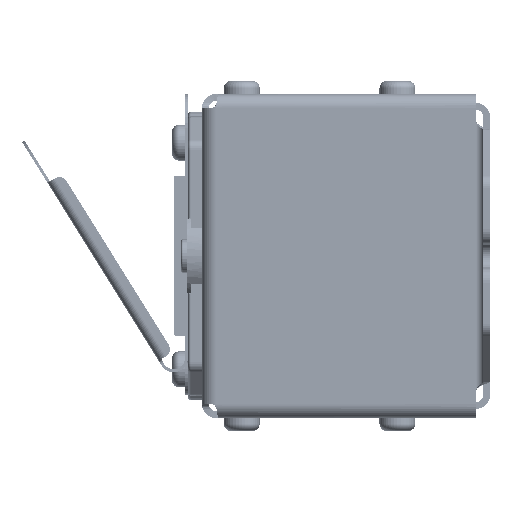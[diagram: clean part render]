
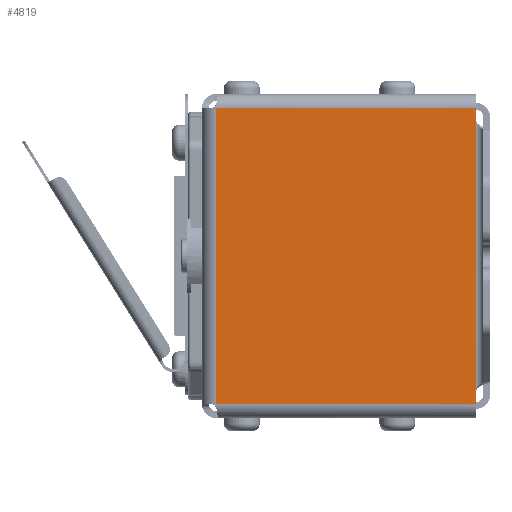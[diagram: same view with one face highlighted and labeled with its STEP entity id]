
A CAD part, left-side view. The second image highlights one B-rep face of the part: STEP entity #4819.
In plain terms, the highlighted planar face has unit normal (-1, 0, 0).
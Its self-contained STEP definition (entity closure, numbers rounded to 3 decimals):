
#76=DIRECTION('',(0.,-1.,0.));
#77=VECTOR('',#76,45.923);
#78=CARTESIAN_POINT('',(-101.549,-1.829,-26.137));
#79=LINE('',#78,#77);
#91=DIRECTION('',(0.,0.,-1.));
#92=VECTOR('',#91,2.309);
#93=CARTESIAN_POINT('',(-101.549,-47.752,26.137));
#94=LINE('',#93,#92);
#95=DIRECTION('',(0.,0.,-1.));
#96=VECTOR('',#95,2.309);
#97=CARTESIAN_POINT('',(-101.549,-47.752,-23.828));
#98=LINE('',#97,#96);
#103=DIRECTION('',(0.,1.,0.));
#104=VECTOR('',#103,45.923);
#105=CARTESIAN_POINT('',(-101.549,-47.752,26.137));
#106=LINE('',#105,#104);
#508=DIRECTION('',(0.,0.,1.));
#509=VECTOR('',#508,47.656);
#510=CARTESIAN_POINT('',(-101.549,-47.752,
-23.828));
#511=LINE('',#510,#509);
#2803=CARTESIAN_POINT('',(-101.549,-1.829,
26.137));
#2805=DIRECTION('',(0.,0.,-1.));
#2806=VECTOR('',#2805,52.273);
#2807=CARTESIAN_POINT('',(-101.549,-1.829,
26.137));
#2808=LINE('',#2807,#2806);
#4037=VERTEX_POINT('',#2803);
#4038=CARTESIAN_POINT('',(-101.549,-1.829,
-26.137));
#4039=VERTEX_POINT('',#4038);
#4046=CARTESIAN_POINT('',(-101.549,-47.752,
-26.137));
#4047=VERTEX_POINT('',#4046);
#4048=CARTESIAN_POINT('',(-101.549,-47.752,
26.137));
#4049=VERTEX_POINT('',#4048);
#4050=CARTESIAN_POINT('',(-101.549,-47.752,
23.828));
#4051=VERTEX_POINT('',#4050);
#4052=CARTESIAN_POINT('',(-101.549,-47.752,
-23.828));
#4053=VERTEX_POINT('',#4052);
#4801=CARTESIAN_POINT('',(-101.549,-49.784,28.575));
#4802=DIRECTION('',(-1.,0.,0.));
#4803=DIRECTION('',(0.,0.,1.));
#4804=AXIS2_PLACEMENT_3D('',#4801,#4802,#4803);
#4805=PLANE('',#4804);
#4807=ORIENTED_EDGE('',*,*,#4806,.F.);
#4809=ORIENTED_EDGE('',*,*,#4808,.T.);
#4811=ORIENTED_EDGE('',*,*,#4810,.F.);
#4813=ORIENTED_EDGE('',*,*,#4812,.T.);
#4814=ORIENTED_EDGE('',*,*,#4787,.F.);
#4816=ORIENTED_EDGE('',*,*,#4815,.F.);
#4817=EDGE_LOOP('',(#4807,#4809,#4811,#4813,#4814,#4816));
#4818=FACE_OUTER_BOUND('',#4817,.F.);
#4819=ADVANCED_FACE('',(#4818),#4805,.T.);
#4787=EDGE_CURVE('',#4039,#4047,#79,.T.);
#4806=EDGE_CURVE('',#4049,#4037,#106,.T.);
#4808=EDGE_CURVE('',#4049,#4051,#94,.T.);
#4810=EDGE_CURVE('',#4053,#4051,#511,.T.);
#4812=EDGE_CURVE('',#4053,#4047,#98,.T.);
#4815=EDGE_CURVE('',#4037,#4039,#2808,.T.);
